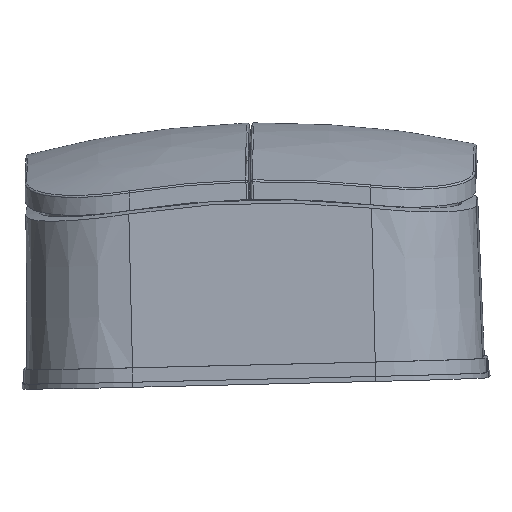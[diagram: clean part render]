
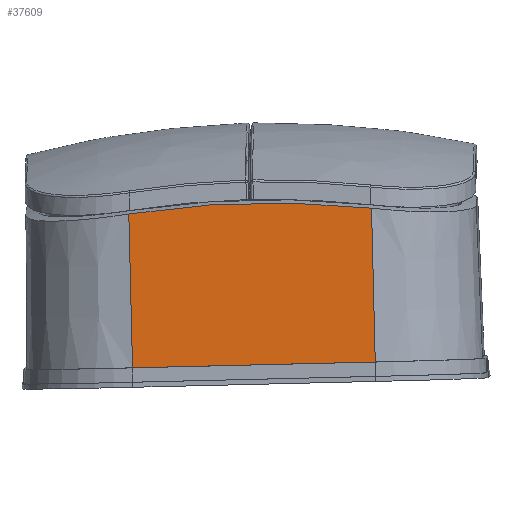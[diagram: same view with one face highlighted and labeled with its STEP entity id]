
A CAD part, top view. The second image highlights one B-rep face of the part: STEP entity #37609.
In plain terms, the highlighted face is planar.
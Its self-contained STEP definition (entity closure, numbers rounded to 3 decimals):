
#947 = DIRECTION ( 'NONE',  ( 1., 0., 0. ) ) ;
#1128 = LINE ( 'NONE', #16989, #15801 ) ;
#1491 = VECTOR ( 'NONE', #25766, 1000. ) ;
#2413 = VERTEX_POINT ( 'NONE', #24026 ) ;
#2541 = CARTESIAN_POINT ( 'NONE',  ( -120.899, 24.526, -80.678 ) ) ;
#3584 = VERTEX_POINT ( 'NONE', #14493 ) ;
#5286 = AXIS2_PLACEMENT_3D ( 'NONE', #12502, #25093, #37719 ) ;
#5635 = CARTESIAN_POINT ( 'NONE',  ( -132.149, 23.417, -80.659 ) ) ;
#6841 = EDGE_CURVE ( 'NONE', #40343, #3584, #34869, .T. ) ;
#6880 = ORIENTED_EDGE ( 'NONE', *, *, #6841, .F. ) ;
#8786 = ORIENTED_EDGE ( 'NONE', *, *, #12398, .F. ) ;
#10814 = DIRECTION ( 'NONE',  ( 0., 1., -0.017 ) ) ;
#11796 = CARTESIAN_POINT ( 'NONE',  ( -98.351, 23.417, -80.659 ) ) ;
#12398 = EDGE_CURVE ( 'NONE', #2413, #40343, #26936, .T. ) ;
#12502 = CARTESIAN_POINT ( 'NONE',  ( -83.5, 0., -80.25 ) ) ;
#13270 = EDGE_LOOP ( 'NONE', ( #6880, #8786, #28018, #30831 ) ) ;
#14493 = CARTESIAN_POINT ( 'NONE',  ( -98.351, 2., -80.285 ) ) ;
#14874 = CARTESIAN_POINT ( 'NONE',  ( -132.149, 2., -80.285 ) ) ;
#15108 = CARTESIAN_POINT ( 'NONE',  ( -109.601, 24.526, -80.678 ) ) ;
#15801 = VECTOR ( 'NONE', #10814, 1000. ) ;
#16989 = CARTESIAN_POINT ( 'NONE',  ( -132.149, 2., -80.285 ) ) ;
#19540 = CARTESIAN_POINT ( 'NONE',  ( -98.351, 23.417, -80.659 ) ) ;
#24026 = CARTESIAN_POINT ( 'NONE',  ( -132.149, 23.417, -80.659 ) ) ;
#24164 = VERTEX_POINT ( 'NONE', #14874 ) ;
#25093 = DIRECTION ( 'NONE',  ( 0., 0.017, 1. ) ) ;
#25766 = DIRECTION ( 'NONE',  ( 0., -1., 0.017 ) ) ;
#26936 = B_SPLINE_CURVE_WITH_KNOTS ( 'NONE', 3,
 ( #5635, #33501, #2541, #15108, #39906, #11796 ),
 .UNSPECIFIED., .F., .F.,
 ( 4, 2, 4 ),
 ( 0., 0.5, 1. ),
 .UNSPECIFIED. ) ;
#27997 = PLANE ( 'NONE',  #5286 ) ;
#28018 = ORIENTED_EDGE ( 'NONE', *, *, #39649, .F. ) ;
#28867 = CARTESIAN_POINT ( 'NONE',  ( -98.351, 23.417, -80.659 ) ) ;
#30831 = ORIENTED_EDGE ( 'NONE', *, *, #36696, .T. ) ;
#31632 = VECTOR ( 'NONE', #947, 1000. ) ;
#33501 = CARTESIAN_POINT ( 'NONE',  ( -126.548, 24.155, -80.672 ) ) ;
#34869 = LINE ( 'NONE', #28867, #1491 ) ;
#36696 = EDGE_CURVE ( 'NONE', #24164, #3584, #38703, .T. ) ;
#37609 = ADVANCED_FACE ( 'NONE', ( #39640 ), #27997, .T. ) ;
#37719 = DIRECTION ( 'NONE',  ( 1., 0., 0. ) ) ;
#38703 = LINE ( 'NONE', #38930, #31632 ) ;
#38930 = CARTESIAN_POINT ( 'NONE',  ( -132.149, 2., -80.285 ) ) ;
#39640 = FACE_OUTER_BOUND ( 'NONE', #13270, .T. ) ;
#39649 = EDGE_CURVE ( 'NONE', #24164, #2413, #1128, .T. ) ;
#39906 = CARTESIAN_POINT ( 'NONE',  ( -103.952, 24.155, -80.672 ) ) ;
#40343 = VERTEX_POINT ( 'NONE', #19540 ) ;
